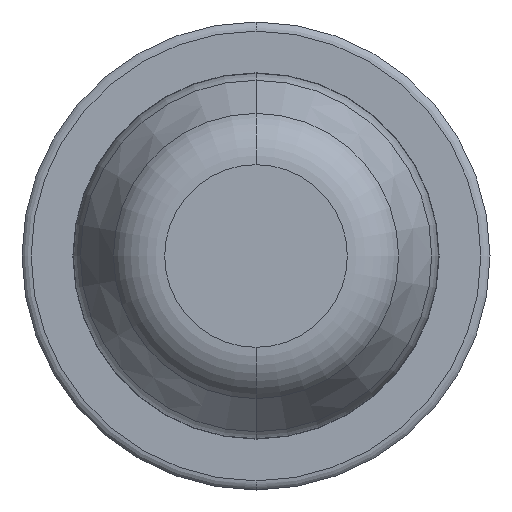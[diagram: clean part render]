
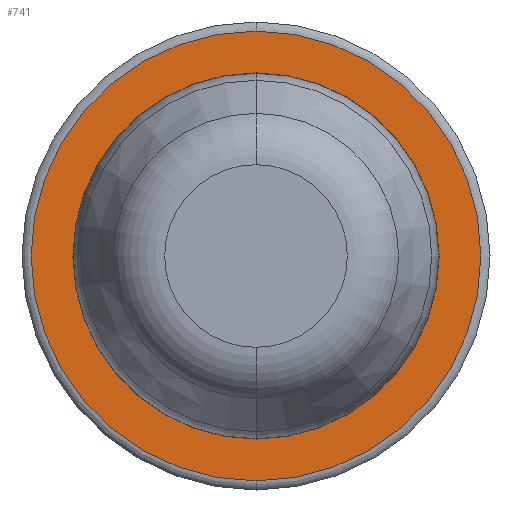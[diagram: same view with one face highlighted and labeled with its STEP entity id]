
A CAD part, front view. The second image highlights one B-rep face of the part: STEP entity #741.
In plain terms, the highlighted planar face has unit normal (0, -1, 0).
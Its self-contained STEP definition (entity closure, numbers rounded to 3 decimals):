
#23 = VERTEX_POINT ( 'NONE', #887 ) ;
#35 = DIRECTION ( 'NONE',  ( 0., 0., 1. ) ) ;
#61 = DIRECTION ( 'NONE',  ( 0., 0., -1. ) ) ;
#77 = EDGE_CURVE ( 'NONE', #607, #175, #601, .T. ) ;
#140 = AXIS2_PLACEMENT_3D ( 'NONE', #815, #191, #61 ) ;
#154 = DIRECTION ( 'NONE',  ( 0., 1., 0. ) ) ;
#165 = CARTESIAN_POINT ( 'NONE',  ( 0., 26.408, 8.02 ) ) ;
#175 = VERTEX_POINT ( 'NONE', #209 ) ;
#191 = DIRECTION ( 'NONE',  ( 0., -1., 0. ) ) ;
#209 = CARTESIAN_POINT ( 'NONE',  ( 0., 26.408, -8.02 ) ) ;
#212 = CIRCLE ( 'NONE', #258, 9.85 ) ;
#258 = AXIS2_PLACEMENT_3D ( 'NONE', #577, #154, #641 ) ;
#259 = AXIS2_PLACEMENT_3D ( 'NONE', #857, #523, #35 ) ;
#260 = EDGE_LOOP ( 'NONE', ( #406, #531 ) ) ;
#262 = DIRECTION ( 'NONE',  ( 0., 1., 0. ) ) ;
#271 = EDGE_CURVE ( 'NONE', #175, #607, #614, .T. ) ;
#283 = VERTEX_POINT ( 'NONE', #700 ) ;
#292 = CARTESIAN_POINT ( 'NONE',  ( 0., 26.408, 0. ) ) ;
#353 = DIRECTION ( 'NONE',  ( 0., 0., 1. ) ) ;
#376 = EDGE_LOOP ( 'NONE', ( #879, #488 ) ) ;
#406 = ORIENTED_EDGE ( 'NONE', *, *, #77, .T. ) ;
#408 = AXIS2_PLACEMENT_3D ( 'NONE', #292, #771, #353 ) ;
#488 = ORIENTED_EDGE ( 'NONE', *, *, #696, .F. ) ;
#523 = DIRECTION ( 'NONE',  ( 0., 1., 0. ) ) ;
#531 = ORIENTED_EDGE ( 'NONE', *, *, #271, .T. ) ;
#577 = CARTESIAN_POINT ( 'NONE',  ( 0., 26.408, 0. ) ) ;
#594 = FACE_BOUND ( 'NONE', #260, .T. ) ;
#601 = CIRCLE ( 'NONE', #259, 8.02 ) ;
#607 = VERTEX_POINT ( 'NONE', #165 ) ;
#614 = CIRCLE ( 'NONE', #408, 8.02 ) ;
#629 = EDGE_CURVE ( 'NONE', #283, #23, #212, .T. ) ;
#641 = DIRECTION ( 'NONE',  ( 0., 0., 1. ) ) ;
#672 = CARTESIAN_POINT ( 'NONE',  ( 0., 26.408, 0. ) ) ;
#674 = AXIS2_PLACEMENT_3D ( 'NONE', #672, #262, #743 ) ;
#679 = FACE_OUTER_BOUND ( 'NONE', #376, .T. ) ;
#696 = EDGE_CURVE ( 'NONE', #23, #283, #861, .T. ) ;
#700 = CARTESIAN_POINT ( 'NONE',  ( 0., 26.408, 9.85 ) ) ;
#741 = ADVANCED_FACE ( 'NONE', ( #594, #679 ), #881, .T. ) ;
#743 = DIRECTION ( 'NONE',  ( 0., 0., 1. ) ) ;
#771 = DIRECTION ( 'NONE',  ( 0., 1., 0. ) ) ;
#815 = CARTESIAN_POINT ( 'NONE',  ( -9.85, 26.408, 0. ) ) ;
#857 = CARTESIAN_POINT ( 'NONE',  ( 0., 26.408, 0. ) ) ;
#861 = CIRCLE ( 'NONE', #674, 9.85 ) ;
#879 = ORIENTED_EDGE ( 'NONE', *, *, #629, .F. ) ;
#881 = PLANE ( 'NONE',  #140 ) ;
#887 = CARTESIAN_POINT ( 'NONE',  ( 0., 26.408, -9.85 ) ) ;
